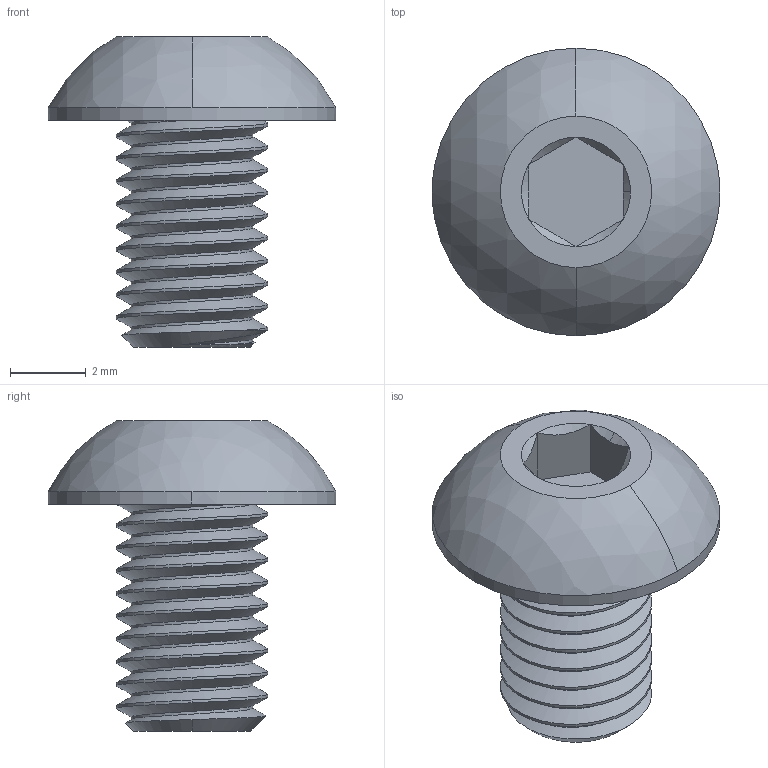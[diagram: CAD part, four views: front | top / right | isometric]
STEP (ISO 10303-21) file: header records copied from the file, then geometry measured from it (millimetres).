
FILE_DESCRIPTION (( 'STEP AP203' ), '1' );
FILE_NAME ('2802-0004-0006.STEP', '2017-04-04T18:20:28', ( '' ), ( '' ), 'SwSTEP 2.0', 'SolidWorks 2016', '' );
FILE_SCHEMA (( 'CONFIG_CONTROL_DESIGN' ));
Length unit declared in the file: millimetre
Products named in the file (1): 2802-0004-0006
Bounding box: 7.6 x 7.6 x 8.2 mm (x, y, z)
Volume: 125.3 mm3; surface area: 243 mm2
Topology: 1 solids, 1 shells, 46 faces, 113 edges, 71 vertices
Faces by surface type: cylinder 22, plane 10, cone 9, bspline 3, sphere 2
Entity records: 2734 total; most frequent: CARTESIAN_POINT 1719, ORIENTED_EDGE 226, DIRECTION 166, EDGE_CURVE 113, VERTEX_POINT 71, AXIS2_PLACEMENT_3D 65, EDGE_LOOP 48, ADVANCED_FACE 46
